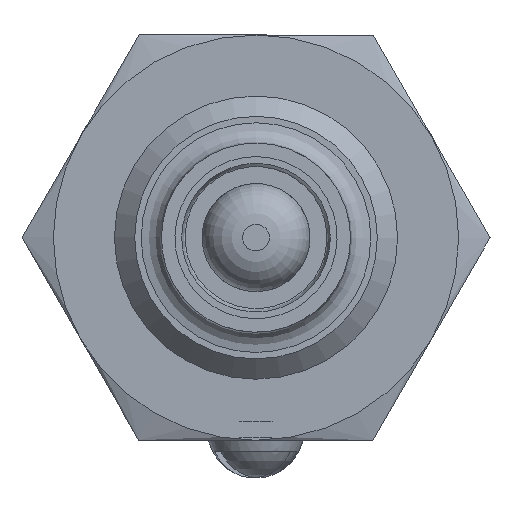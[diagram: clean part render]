
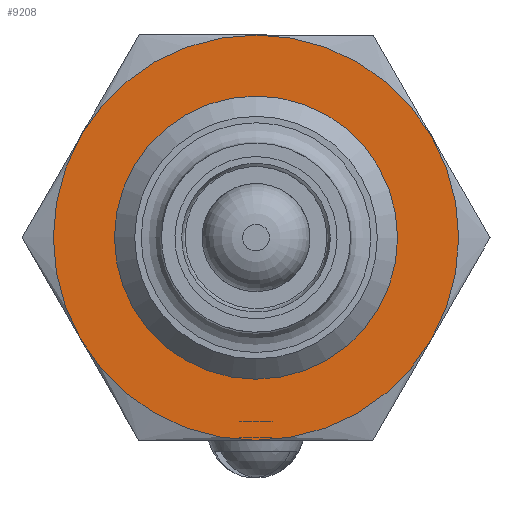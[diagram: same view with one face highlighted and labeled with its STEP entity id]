
A CAD part, left-side view. The second image highlights one B-rep face of the part: STEP entity #9208.
In plain terms, the highlighted planar face has unit normal (-1, 0, 0).
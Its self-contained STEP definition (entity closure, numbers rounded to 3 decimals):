
#1132=PLANE('',#10019);
#2087=ORIENTED_EDGE('',*,*,#3271,.T.);
#2088=ORIENTED_EDGE('',*,*,#3298,.F.);
#2089=ORIENTED_EDGE('',*,*,#3299,.F.);
#2090=ORIENTED_EDGE('',*,*,#3300,.F.);
#2091=ORIENTED_EDGE('',*,*,#3301,.F.);
#2092=ORIENTED_EDGE('',*,*,#3302,.F.);
#2093=ORIENTED_EDGE('',*,*,#3303,.F.);
#3271=EDGE_CURVE('',#3984,#3984,#4476,.T.);
#3298=EDGE_CURVE('',#3993,#3997,#4479,.T.);
#3299=EDGE_CURVE('',#3988,#3993,#4480,.T.);
#3300=EDGE_CURVE('',#4003,#3988,#4481,.T.);
#3301=EDGE_CURVE('',#3938,#4003,#4482,.T.);
#3302=EDGE_CURVE('',#4001,#3938,#4483,.T.);
#3303=EDGE_CURVE('',#3997,#4001,#4484,.T.);
#3938=VERTEX_POINT('',#13694);
#3984=VERTEX_POINT('',#13830);
#3988=VERTEX_POINT('',#13844);
#3993=VERTEX_POINT('',#13868);
#3997=VERTEX_POINT('',#13890);
#4001=VERTEX_POINT('',#13912);
#4003=VERTEX_POINT('',#13931);
#4476=CIRCLE('',#10008,10.);
#4479=CIRCLE('',#10020,15.);
#4480=CIRCLE('',#10021,15.);
#4481=CIRCLE('',#10022,15.);
#4482=CIRCLE('',#10023,15.);
#4483=CIRCLE('',#10024,15.);
#4484=CIRCLE('',#10025,15.);
#5125=EDGE_LOOP('',(#2087));
#5126=EDGE_LOOP('',(#2088,#2089,#2090,#2091,#2092,#2093));
#6009=FACE_BOUND('',#5125,.T.);
#6010=FACE_BOUND('',#5126,.T.);
#9208=ADVANCED_FACE('',(#6009,#6010),#1132,.F.);
#10008=AXIS2_PLACEMENT_3D('',#13829,#11606,#11607);
#10019=AXIS2_PLACEMENT_3D('',#13945,#11632,#11633);
#10020=AXIS2_PLACEMENT_3D('',#13946,#11634,#11635);
#10021=AXIS2_PLACEMENT_3D('',#13947,#11636,#11637);
#10022=AXIS2_PLACEMENT_3D('',#13948,#11638,#11639);
#10023=AXIS2_PLACEMENT_3D('',#13949,#11640,#11641);
#10024=AXIS2_PLACEMENT_3D('',#13950,#11642,#11643);
#10025=AXIS2_PLACEMENT_3D('',#13951,#11644,#11645);
#11606=DIRECTION('',(1.,0.,0.));
#11607=DIRECTION('',(0.,0.,-1.));
#11632=DIRECTION('',(1.,0.,0.));
#11633=DIRECTION('',(0.,0.,-1.));
#11634=DIRECTION('',(1.,0.,0.));
#11635=DIRECTION('',(0.,0.,-1.));
#11636=DIRECTION('',(1.,0.,0.));
#11637=DIRECTION('',(0.,0.,-1.));
#11638=DIRECTION('',(1.,0.,0.));
#11639=DIRECTION('',(0.,0.,-1.));
#11640=DIRECTION('',(1.,0.,0.));
#11641=DIRECTION('',(0.,0.,-1.));
#11642=DIRECTION('',(1.,0.,0.));
#11643=DIRECTION('',(0.,0.,-1.));
#11644=DIRECTION('',(1.,0.,0.));
#11645=DIRECTION('',(0.,0.,-1.));
#13694=CARTESIAN_POINT('',(13.,0.,15.));
#13829=CARTESIAN_POINT('',(13.,0.,0.));
#13830=CARTESIAN_POINT('',(13.,0.,-10.));
#13844=CARTESIAN_POINT('',(13.,-12.99,-7.5));
#13868=CARTESIAN_POINT('',(13.,0.,-15.));
#13890=CARTESIAN_POINT('',(13.,12.99,-7.5));
#13912=CARTESIAN_POINT('',(13.,12.99,7.5));
#13931=CARTESIAN_POINT('',(13.,-12.99,7.5));
#13945=CARTESIAN_POINT('',(13.,0.,9.));
#13946=CARTESIAN_POINT('',(13.,0.,0.));
#13947=CARTESIAN_POINT('',(13.,0.,0.));
#13948=CARTESIAN_POINT('',(13.,0.,0.));
#13949=CARTESIAN_POINT('',(13.,0.,0.));
#13950=CARTESIAN_POINT('',(13.,0.,0.));
#13951=CARTESIAN_POINT('',(13.,0.,0.));
